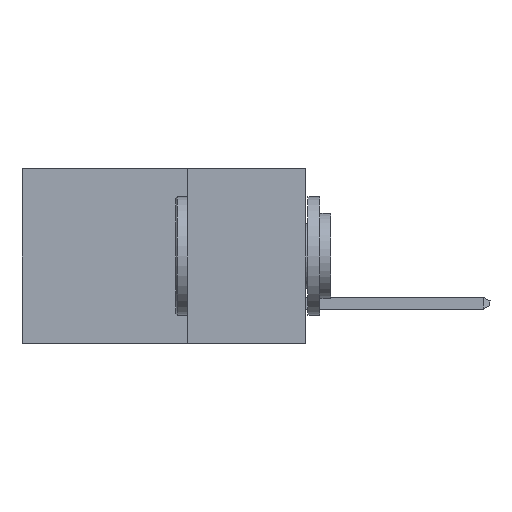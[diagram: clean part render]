
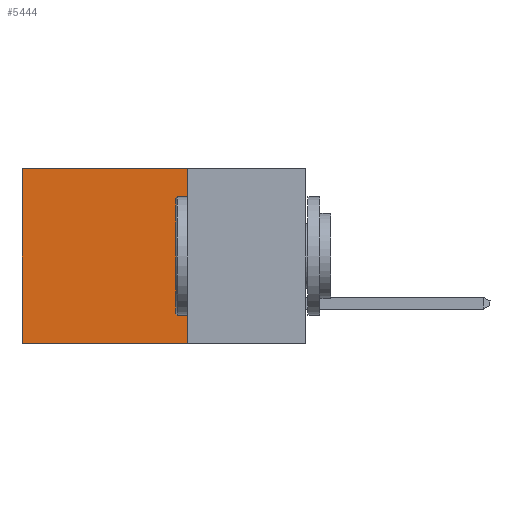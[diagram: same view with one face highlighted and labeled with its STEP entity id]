
A CAD part, left-side view. The second image highlights one B-rep face of the part: STEP entity #5444.
In plain terms, the highlighted planar face has unit normal (-1, 0, 0).
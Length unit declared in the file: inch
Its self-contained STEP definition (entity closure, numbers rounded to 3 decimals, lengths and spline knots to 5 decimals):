
#11 = CARTESIAN_POINT ( 'NONE',  ( 0.2615, 0.25, -0.37 ) ) ;
#460 = PLANE ( 'NONE',  #10932 ) ;
#762 = LINE ( 'NONE', #4106, #6805 ) ;
#815 = CARTESIAN_POINT ( 'NONE',  ( 0.2615, 0.6, -0.37 ) ) ;
#1302 = CARTESIAN_POINT ( 'NONE',  ( 0.2615, 0.6, -0.37 ) ) ;
#1676 = VERTEX_POINT ( 'NONE', #9101 ) ;
#1937 = ORIENTED_EDGE ( 'NONE', *, *, #7437, .F. ) ;
#2392 = VERTEX_POINT ( 'NONE', #9584 ) ;
#2563 = EDGE_CURVE ( 'NONE', #2392, #1676, #762, .T. ) ;
#2596 = LINE ( 'NONE', #5875, #9647 ) ;
#2606 = VERTEX_POINT ( 'NONE', #9500 ) ;
#2835 = EDGE_CURVE ( 'NONE', #1676, #7769, #7106, .T. ) ;
#3031 = CARTESIAN_POINT ( 'NONE',  ( 0.2615, 0.25, -0.37 ) ) ;
#3352 = DIRECTION ( 'NONE',  ( 0., 0., -1. ) ) ;
#3862 = EDGE_LOOP ( 'NONE', ( #9448, #5625, #1937, #7874 ) ) ;
#4106 = CARTESIAN_POINT ( 'NONE',  ( 0.2615, 0.25, 0. ) ) ;
#5444 = ADVANCED_FACE ( 'NONE', ( #9748 ), #460, .F. ) ;
#5625 = ORIENTED_EDGE ( 'NONE', *, *, #10047, .F. ) ;
#5875 = CARTESIAN_POINT ( 'NONE',  ( 0.2615, 0.25, -0.37 ) ) ;
#6522 = DIRECTION ( 'NONE',  ( 0., 0., -1. ) ) ;
#6805 = VECTOR ( 'NONE', #7503, 39.37008 ) ;
#7106 = LINE ( 'NONE', #1302, #9295 ) ;
#7437 = EDGE_CURVE ( 'NONE', #2392, #2606, #7573, .T. ) ;
#7503 = DIRECTION ( 'NONE',  ( 0., 1., 0. ) ) ;
#7543 = DIRECTION ( 'NONE',  ( 0., 1., 0. ) ) ;
#7573 = LINE ( 'NONE', #11, #7594 ) ;
#7594 = VECTOR ( 'NONE', #3352, 39.37008 ) ;
#7769 = VERTEX_POINT ( 'NONE', #815 ) ;
#7874 = ORIENTED_EDGE ( 'NONE', *, *, #2563, .T. ) ;
#8784 = DIRECTION ( 'NONE',  ( 0., 0., -1. ) ) ;
#9101 = CARTESIAN_POINT ( 'NONE',  ( 0.2615, 0.6, 0. ) ) ;
#9295 = VECTOR ( 'NONE', #8784, 39.37008 ) ;
#9448 = ORIENTED_EDGE ( 'NONE', *, *, #2835, .T. ) ;
#9500 = CARTESIAN_POINT ( 'NONE',  ( 0.2615, 0.25, -0.37 ) ) ;
#9584 = CARTESIAN_POINT ( 'NONE',  ( 0.2615, 0.25, 0. ) ) ;
#9647 = VECTOR ( 'NONE', #7543, 39.37008 ) ;
#9748 = FACE_OUTER_BOUND ( 'NONE', #3862, .T. ) ;
#10047 = EDGE_CURVE ( 'NONE', #2606, #7769, #2596, .T. ) ;
#10760 = DIRECTION ( 'NONE',  ( 1., 0., 0. ) ) ;
#10932 = AXIS2_PLACEMENT_3D ( 'NONE', #3031, #10760, #6522 ) ;
